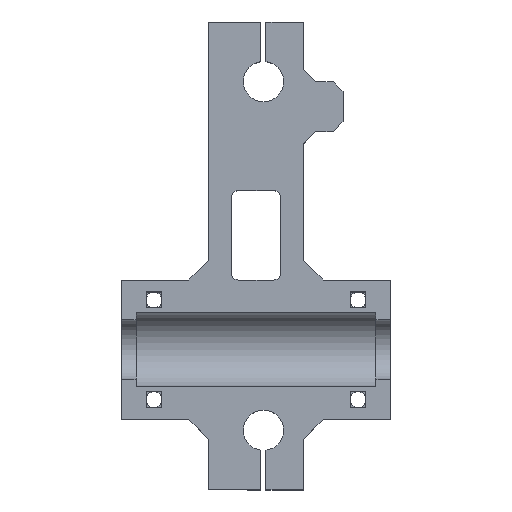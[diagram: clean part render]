
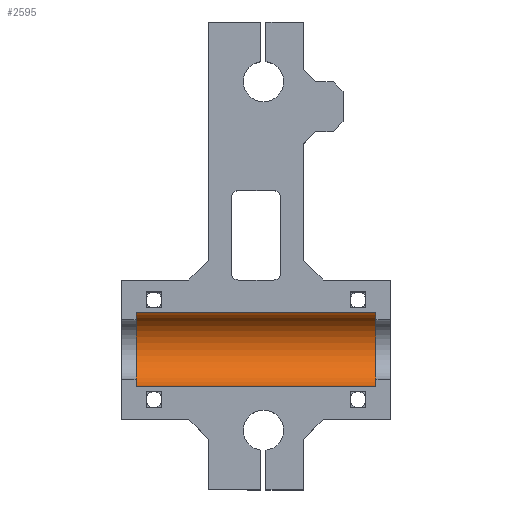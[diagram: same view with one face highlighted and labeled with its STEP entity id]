
A CAD part, top view. The second image highlights one B-rep face of the part: STEP entity #2595.
In plain terms, the highlighted cylindrical face has radius 7.45 mm (diameter 14.9 mm), a partial arc.
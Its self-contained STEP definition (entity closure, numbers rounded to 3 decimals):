
#80=CIRCLE('',#2771,7.45);
#82=CIRCLE('',#2774,7.45);
#103=CYLINDRICAL_SURFACE('',#2773,7.45);
#215=FACE_OUTER_BOUND('',#362,.T.);
#362=EDGE_LOOP('',(#2220,#2221,#2222,#2223));
#684=LINE('',#4125,#1007);
#685=LINE('',#4128,#1008);
#1007=VECTOR('',#3379,10.);
#1008=VECTOR('',#3382,10.);
#1262=VERTEX_POINT('',#4115);
#1264=VERTEX_POINT('',#4118);
#1266=VERTEX_POINT('',#4124);
#1267=VERTEX_POINT('',#4126);
#1607=EDGE_CURVE('',#1264,#1262,#80,.T.);
#1610=EDGE_CURVE('',#1266,#1262,#684,.T.);
#1611=EDGE_CURVE('',#1266,#1267,#82,.F.);
#1612=EDGE_CURVE('',#1264,#1267,#685,.T.);
#2220=ORIENTED_EDGE('',*,*,#1610,.F.);
#2221=ORIENTED_EDGE('',*,*,#1611,.T.);
#2222=ORIENTED_EDGE('',*,*,#1612,.F.);
#2223=ORIENTED_EDGE('',*,*,#1607,.T.);
#2595=ADVANCED_FACE('',(#215),#103,.F.);
#2771=AXIS2_PLACEMENT_3D('',#4119,#3372,#3373);
#2773=AXIS2_PLACEMENT_3D('',#4123,#3377,#3378);
#2774=AXIS2_PLACEMENT_3D('',#4127,#3380,#3381);
#3372=DIRECTION('center_axis',(1.,0.,0.));
#3373=DIRECTION('ref_axis',(0.,0.,
1.));
#3377=DIRECTION('center_axis',(-1.,0.,0.));
#3378=DIRECTION('ref_axis',(0.,0.,-1.));
#3379=DIRECTION('',(1.,0.,0.));
#3380=DIRECTION('center_axis',(1.,0.,0.));
#3381=DIRECTION('ref_axis',(0.,0.,
1.));
#3382=DIRECTION('',(-1.,0.,0.));
#4115=CARTESIAN_POINT('',(103.234,44.106,13.012));
#4118=CARTESIAN_POINT('',(103.234,29.206,13.012));
#4119=CARTESIAN_POINT('Origin',(103.234,36.656,13.012));
#4123=CARTESIAN_POINT('Origin',(79.134,36.656,13.012));
#4124=CARTESIAN_POINT('',(55.034,44.106,13.012));
#4125=CARTESIAN_POINT('',(79.134,44.106,13.012));
#4126=CARTESIAN_POINT('',(55.034,29.206,13.012));
#4127=CARTESIAN_POINT('Origin',(55.034,36.656,13.012));
#4128=CARTESIAN_POINT('',(79.134,29.206,13.012));
